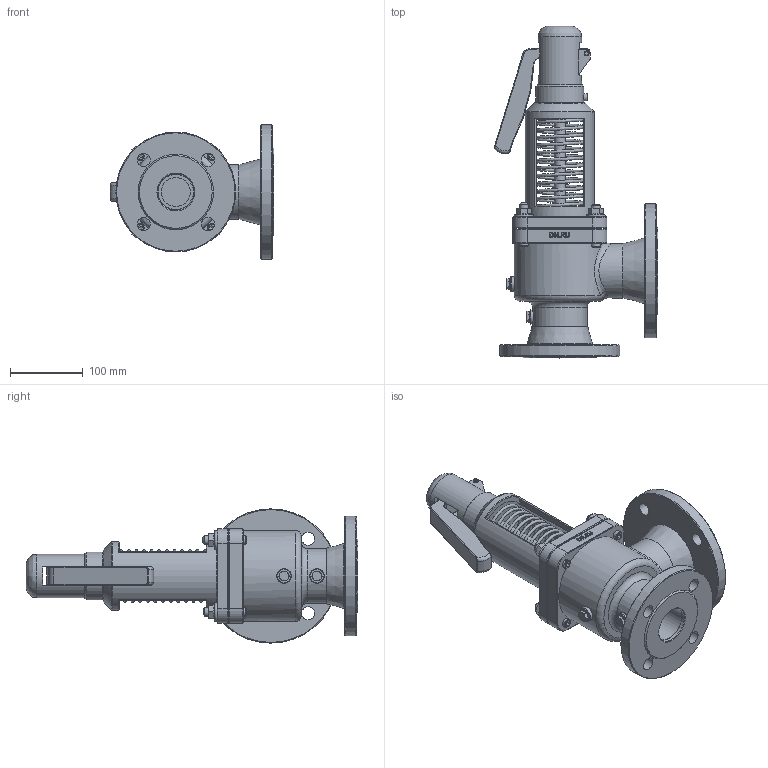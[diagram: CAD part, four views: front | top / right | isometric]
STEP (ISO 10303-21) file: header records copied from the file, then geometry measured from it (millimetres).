
FILE_DESCRIPTION(/* description */ (''),/* implementation_level */ '2;1');
FILE_NAME(/* name */ 'DN50_3D_STEP.stp',/* time_stamp */ '2023-12-21T10:14:41+03:00',/* author */ ('igorr'),/* organization */ (''),/* preprocessor_version */ 'ST-DEVELOPER v19.2',/* originating_system */ 'Autodesk Inventor 2023',/* authorisation */ '');
FILE_SCHEMA (('AUTOMOTIVE_DESIGN { 1 0 10303 214 3 1 1 }'));
Length unit declared in the file: millimetre
Products named in the file (9): Сборка; Деталь1; Деталь2; Деталь3; Деталь4; Деталь5; AS 1110 - M8 x 12; AS 1421 - M12 x 60 засверленный 
конец; DIN 6923 - M12
Assembly tree (15 placements, depth 2):
  Сборка
    Деталь1
    Деталь2
    Деталь3
    Деталь4
    Деталь5
    AS 1110 - M8 x 12  x2
    AS 1421 - M12 x 60 засверленный 
конец  x4
    DIN 6923 - M12  x4
Bounding box: 225.36 x 457 x 185 mm (x, y, z)
Volume: 2534968.1 mm3; surface area: 514611.5 mm2
Topology: 16 solids, 16 shells, 525 faces, 1225 edges, 769 vertices
Faces by surface type: plane 243, cylinder 122, cone 79, torus 48, bspline 33
Full cylindrical faces by diameter (mm): 5 x3, 7 x2, 8 x2, 10 x5, 10.106 x4, 12 x12, 13 x2, 15 x1, 18 x8, 20 x3, 40 x2, 45 x1, 48.327 x2, 50 x3, 60 x5, 65 x2, 66 x3, 75 x2, 80 x1, 95 x1, 112 x1, 165 x1, 185 x1
Entity records: 15111 total; most frequent: CARTESIAN_POINT 5437, DIRECTION 1890, ORIENTED_EDGE 1812, EDGE_CURVE 906, AXIS2_PLACEMENT_3D 746, VERTEX_POINT 577, EDGE_LOOP 483, LINE 398
